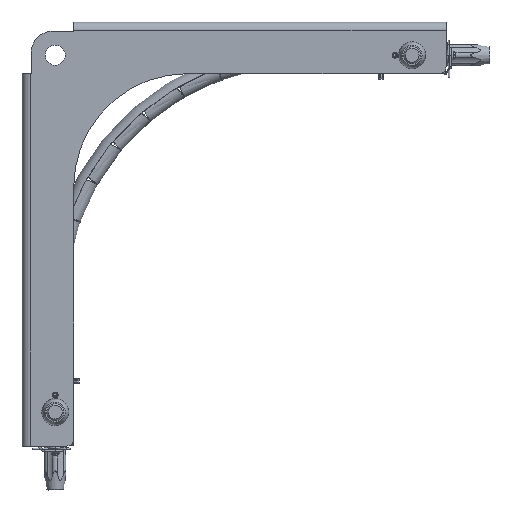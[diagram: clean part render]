
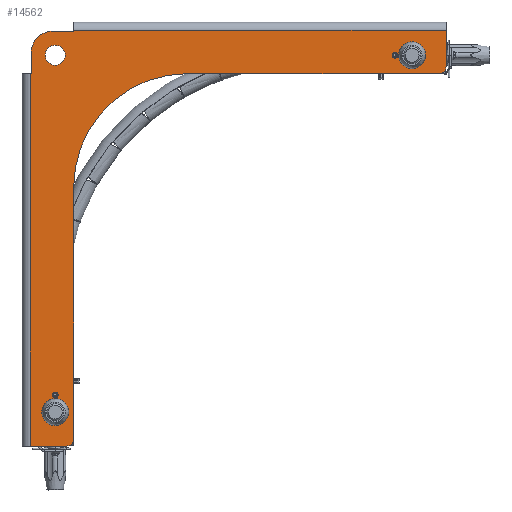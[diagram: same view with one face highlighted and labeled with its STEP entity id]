
A CAD part, front view. The second image highlights one B-rep face of the part: STEP entity #14562.
In plain terms, the highlighted planar face has unit normal (0, -1, 0).
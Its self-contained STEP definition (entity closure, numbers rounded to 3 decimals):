
#435=PLANE($,#15820);
#861=LINE($,#54460,#1547);
#863=LINE($,#54466,#1549);
#867=LINE($,#54475,#1553);
#870=LINE($,#54481,#1556);
#884=LINE($,#54518,#1570);
#888=LINE($,#54527,#1574);
#899=LINE($,#54559,#1585);
#902=LINE($,#54570,#1588);
#911=LINE($,#54596,#1597);
#912=LINE($,#54615,#1598);
#1547=VECTOR($,#18469,25.5);
#1549=VECTOR($,#18473,25.5);
#1553=VECTOR($,#18479,15.);
#1556=VECTOR($,#18484,0.5);
#1570=VECTOR($,#18522,263.);
#1574=VECTOR($,#18528,0.5);
#1585=VECTOR($,#18563,263.);
#1588=VECTOR($,#18574,15.);
#1597=VECTOR($,#18597,178.);
#1598=VECTOR($,#18620,178.);
#2000=FACE_BOUND($,#4021,.T.);
#2001=FACE_BOUND($,#4022,.T.);
#2002=FACE_BOUND($,#4023,.T.);
#2003=FACE_BOUND($,#4024,.T.);
#2004=FACE_BOUND($,#4025,.T.);
#2005=FACE_BOUND($,#4026,.T.);
#4021=EDGE_LOOP($,(#11184,#11185));
#4022=EDGE_LOOP($,(#11186,#11187));
#4023=EDGE_LOOP($,(#11188));
#4024=EDGE_LOOP($,(#11189));
#4025=EDGE_LOOP($,(#11190,#11191,#11192,#11193,#11194,#11195,#11196,#11197,
#11198,#11199,#11200,#11201,#11202,#11203));
#4026=EDGE_LOOP($,(#11204));
#4997=CIRCLE($,#15807,7.);
#5000=CIRCLE($,#15812,15.);
#5001=CIRCLE($,#15814,80.);
#5004=CIRCLE($,#15819,5.);
#5005=CIRCLE($,#15821,9.5);
#5006=CIRCLE($,#15822,9.5);
#5007=CIRCLE($,#15823,9.5);
#5008=CIRCLE($,#15824,9.5);
#5009=CIRCLE($,#15825,2.);
#5010=CIRCLE($,#15826,2.);
#5011=CIRCLE($,#15827,5.);
#6017=VERTEX_POINT($,#54454);
#6019=VERTEX_POINT($,#54458);
#6020=VERTEX_POINT($,#54462);
#6022=VERTEX_POINT($,#54465);
#6024=VERTEX_POINT($,#54471);
#6026=VERTEX_POINT($,#54474);
#6028=VERTEX_POINT($,#54480);
#6041=VERTEX_POINT($,#54521);
#6043=VERTEX_POINT($,#54525);
#6053=VERTEX_POINT($,#54561);
#6056=VERTEX_POINT($,#54567);
#6057=VERTEX_POINT($,#54575);
#6058=VERTEX_POINT($,#54576);
#6062=VERTEX_POINT($,#54585);
#6067=VERTEX_POINT($,#54601);
#6068=VERTEX_POINT($,#54602);
#6069=VERTEX_POINT($,#54605);
#6070=VERTEX_POINT($,#54606);
#6071=VERTEX_POINT($,#54609);
#6072=VERTEX_POINT($,#54611);
#6073=VERTEX_POINT($,#54613);
#7814=EDGE_CURVE($,#6017,#6019,#861,.T.);
#7816=EDGE_CURVE($,#6020,#6022,#863,.T.);
#7820=EDGE_CURVE($,#6024,#6026,#867,.T.);
#7823=EDGE_CURVE($,#6026,#6028,#870,.T.);
#7843=EDGE_CURVE($,#6028,#6019,#884,.T.);
#7847=EDGE_CURVE($,#6041,#6043,#888,.T.);
#7864=EDGE_CURVE($,#6022,#6043,#899,.T.);
#7865=EDGE_CURVE($,#6053,#6053,#4997,.T.);
#7869=EDGE_CURVE($,#6041,#6056,#902,.T.);
#7871=EDGE_CURVE($,#6056,#6024,#5000,.T.);
#7872=EDGE_CURVE($,#6057,#6058,#5001,.T.);
#7882=EDGE_CURVE($,#6058,#6062,#911,.T.);
#7884=EDGE_CURVE($,#6062,#6020,#5004,.T.);
#7885=EDGE_CURVE($,#6067,#6068,#5005,.T.);
#7886=EDGE_CURVE($,#6068,#6067,#5006,.T.);
#7887=EDGE_CURVE($,#6069,#6070,#5007,.T.);
#7888=EDGE_CURVE($,#6070,#6069,#5008,.T.);
#7889=EDGE_CURVE($,#6071,#6071,#5009,.T.);
#7890=EDGE_CURVE($,#6072,#6072,#5010,.T.);
#7891=EDGE_CURVE($,#6017,#6073,#5011,.T.);
#7892=EDGE_CURVE($,#6073,#6057,#912,.T.);
#11184=ORIENTED_EDGE($,*,*,#7885,.T.);
#11185=ORIENTED_EDGE($,*,*,#7886,.T.);
#11186=ORIENTED_EDGE($,*,*,#7887,.T.);
#11187=ORIENTED_EDGE($,*,*,#7888,.T.);
#11188=ORIENTED_EDGE($,*,*,#7889,.T.);
#11189=ORIENTED_EDGE($,*,*,#7890,.T.);
#11190=ORIENTED_EDGE($,*,*,#7891,.F.);
#11191=ORIENTED_EDGE($,*,*,#7814,.T.);
#11192=ORIENTED_EDGE($,*,*,#7843,.F.);
#11193=ORIENTED_EDGE($,*,*,#7823,.F.);
#11194=ORIENTED_EDGE($,*,*,#7820,.F.);
#11195=ORIENTED_EDGE($,*,*,#7871,.F.);
#11196=ORIENTED_EDGE($,*,*,#7869,.F.);
#11197=ORIENTED_EDGE($,*,*,#7847,.T.);
#11198=ORIENTED_EDGE($,*,*,#7864,.F.);
#11199=ORIENTED_EDGE($,*,*,#7816,.F.);
#11200=ORIENTED_EDGE($,*,*,#7884,.F.);
#11201=ORIENTED_EDGE($,*,*,#7882,.F.);
#11202=ORIENTED_EDGE($,*,*,#7872,.F.);
#11203=ORIENTED_EDGE($,*,*,#7892,.F.);
#11204=ORIENTED_EDGE($,*,*,#7865,.T.);
#14562=ADVANCED_FACE($,(#2000,#2001,#2002,#2003,#2004,#2005),#435,.F.);
#15807=AXIS2_PLACEMENT_3D($,#54562,#18566,#18567);
#15812=AXIS2_PLACEMENT_3D($,#54573,#18579,#18580);
#15814=AXIS2_PLACEMENT_3D($,#54577,#18583,#18584);
#15819=AXIS2_PLACEMENT_3D($,#54599,#18602,#18603);
#15820=AXIS2_PLACEMENT_3D($,#54600,#18604,#18605);
#15821=AXIS2_PLACEMENT_3D($,#54603,#18606,#18607);
#15822=AXIS2_PLACEMENT_3D($,#54604,#18608,#18609);
#15823=AXIS2_PLACEMENT_3D($,#54607,#18610,#18611);
#15824=AXIS2_PLACEMENT_3D($,#54608,#18612,#18613);
#15825=AXIS2_PLACEMENT_3D($,#54610,#18614,#18615);
#15826=AXIS2_PLACEMENT_3D($,#54612,#18616,#18617);
#15827=AXIS2_PLACEMENT_3D($,#54614,#18618,#18619);
#18469=DIRECTION($,(0.,0.,1.));
#18473=DIRECTION($,(-1.,0.,0.));
#18479=DIRECTION($,(1.,0.,0.));
#18484=DIRECTION($,(0.,0.,1.));
#18522=DIRECTION($,(1.,0.,0.));
#18528=DIRECTION($,(-1.,0.,0.));
#18563=DIRECTION($,(0.,0.,1.));
#18566=DIRECTION('center_axis',(0.,1.,0.));
#18567=DIRECTION('ref_axis',(1.,0.,0.));
#18574=DIRECTION($,(0.,0.,1.));
#18579=DIRECTION('center_axis',(0.,1.,0.));
#18580=DIRECTION('ref_axis',(-0.707,0.,0.707));
#18583=DIRECTION('center_axis',(0.,-1.,0.));
#18584=DIRECTION('ref_axis',(-0.707,0.,0.707));
#18597=DIRECTION($,(0.,0.,-1.));
#18602=DIRECTION('center_axis',(0.,1.,0.));
#18603=DIRECTION('ref_axis',(0.707,0.,-0.707));
#18604=DIRECTION('center_axis',(0.,1.,0.));
#18605=DIRECTION('ref_axis',(-1.,0.,0.));
#18606=DIRECTION('center_axis',(0.,1.,0.));
#18607=DIRECTION('ref_axis',(0.,0.,1.));
#18608=DIRECTION('center_axis',(0.,1.,0.));
#18609=DIRECTION('ref_axis',(0.,0.,1.));
#18610=DIRECTION('center_axis',(0.,1.,0.));
#18611=DIRECTION('ref_axis',(0.,0.,1.));
#18612=DIRECTION('center_axis',(0.,1.,0.));
#18613=DIRECTION('ref_axis',(0.,0.,1.));
#18614=DIRECTION('center_axis',(0.,1.,0.));
#18615=DIRECTION('ref_axis',(1.,0.,0.));
#18616=DIRECTION('center_axis',(0.,1.,0.));
#18617=DIRECTION('ref_axis',(1.,0.,0.));
#18618=DIRECTION('center_axis',(0.,1.,0.));
#18619=DIRECTION('ref_axis',(0.707,0.,-0.707));
#18620=DIRECTION($,(-1.,0.,0.));
#54454=CARTESIAN_POINT('',(278.,0.,-10.));
#54458=CARTESIAN_POINT('',(278.,0.,15.5));
#54460=CARTESIAN_POINT($,(278.,0.,15.));
#54462=CARTESIAN_POINT('',(10.,0.,-278.));
#54465=CARTESIAN_POINT('',(-15.5,0.,-278.));
#54466=CARTESIAN_POINT($,(15.,0.,-278.));
#54471=CARTESIAN_POINT('',(0.,0.,15.));
#54474=CARTESIAN_POINT('',(15.,0.,15.));
#54475=CARTESIAN_POINT($,(-15.,0.,15.));
#54480=CARTESIAN_POINT('',(15.,0.,15.5));
#54481=CARTESIAN_POINT($,(15.,0.,15.));
#54518=CARTESIAN_POINT($,(15.,0.,15.5));
#54521=CARTESIAN_POINT('',(-15.,0.,-15.));
#54525=CARTESIAN_POINT('',(-15.5,0.,-15.));
#54527=CARTESIAN_POINT($,(-15.,0.,-15.));
#54559=CARTESIAN_POINT($,(-15.5,0.,-278.));
#54561=CARTESIAN_POINT('',(-5.,0.,-2.));
#54562=CARTESIAN_POINT('Origin',(2.,0.,-2.));
#54567=CARTESIAN_POINT('',(-15.,0.,0.));
#54570=CARTESIAN_POINT($,(-15.,0.,-278.));
#54573=CARTESIAN_POINT('Origin',(0.,0.,0.));
#54575=CARTESIAN_POINT('',(95.,0.,-15.));
#54576=CARTESIAN_POINT('',(15.,0.,-95.));
#54577=CARTESIAN_POINT('Origin',(95.,0.,-95.));
#54585=CARTESIAN_POINT('',(15.,0.,-273.));
#54596=CARTESIAN_POINT($,(15.,0.,-15.));
#54599=CARTESIAN_POINT('Origin',(10.,0.,-273.));
#54600=CARTESIAN_POINT('Origin',(72.482,0.,-72.482));
#54601=CARTESIAN_POINT('',(11.5,0.,-254.));
#54602=CARTESIAN_POINT('',(2.,0.,-263.5));
#54603=CARTESIAN_POINT('Origin',(2.,0.,-254.));
#54604=CARTESIAN_POINT('Origin',(2.,0.,-254.));
#54605=CARTESIAN_POINT('',(263.5,0.,-2.));
#54606=CARTESIAN_POINT('',(254.,0.,-11.5));
#54607=CARTESIAN_POINT('Origin',(254.,0.,-2.));
#54608=CARTESIAN_POINT('Origin',(254.,0.,-2.));
#54609=CARTESIAN_POINT('',(243.875,0.,-2.));
#54610=CARTESIAN_POINT('Origin',(241.875,0.,-2.));
#54611=CARTESIAN_POINT('',(4.,0.,-241.875));
#54612=CARTESIAN_POINT('Origin',(2.,0.,-241.875));
#54613=CARTESIAN_POINT('',(273.,0.,-15.));
#54614=CARTESIAN_POINT('Origin',(273.,0.,-10.));
#54615=CARTESIAN_POINT($,(278.,0.,-15.));
